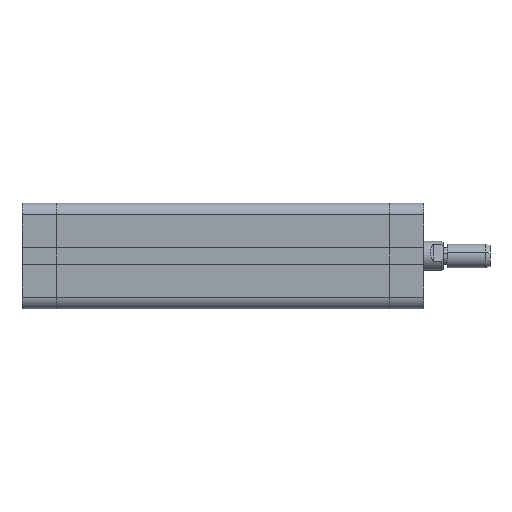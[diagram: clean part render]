
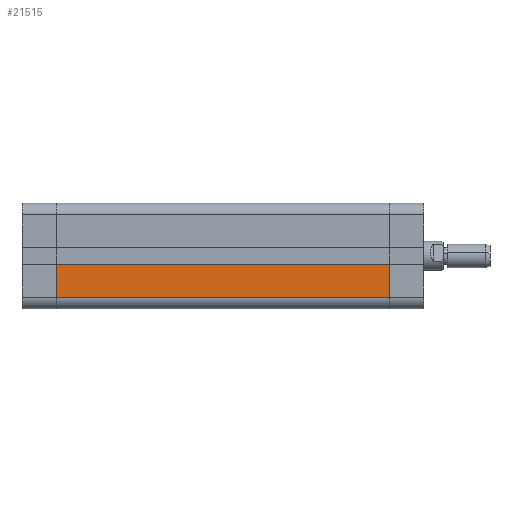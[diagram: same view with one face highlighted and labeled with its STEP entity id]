
A CAD part, front view. The second image highlights one B-rep face of the part: STEP entity #21515.
In plain terms, the highlighted planar face has unit normal (0, -1, 0).
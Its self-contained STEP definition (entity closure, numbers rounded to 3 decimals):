
#973 = DIRECTION ( 'NONE',  ( -1., 0., 0. ) ) ;
#1088 = CARTESIAN_POINT ( 'NONE',  ( 113.5, -18., -18. ) ) ;
#2511 = DIRECTION ( 'NONE',  ( 0., 0., -1. ) ) ;
#2974 = AXIS2_PLACEMENT_3D ( 'NONE', #15359, #5681, #13225 ) ;
#3688 = CARTESIAN_POINT ( 'NONE',  ( 113.5, -18., -14. ) ) ;
#4488 = LINE ( 'NONE', #19872, #19031 ) ;
#5220 = CARTESIAN_POINT ( 'NONE',  ( 0., -18., -14. ) ) ;
#5681 = DIRECTION ( 'NONE',  ( 0., 1., 0. ) ) ;
#5923 = PLANE ( 'NONE',  #2974 ) ;
#7299 = CARTESIAN_POINT ( 'NONE',  ( 113.5, -18., -2.8 ) ) ;
#8411 = VERTEX_POINT ( 'NONE', #5220 ) ;
#8575 = DIRECTION ( 'NONE',  ( 1., 0., 0. ) ) ;
#8702 = DIRECTION ( 'NONE',  ( 0., 0., -1. ) ) ;
#8851 = EDGE_CURVE ( 'NONE', #9414, #21650, #12860, .T. ) ;
#9414 = VERTEX_POINT ( 'NONE', #7299 ) ;
#9458 = FACE_OUTER_BOUND ( 'NONE', #12403, .T. ) ;
#10844 = LINE ( 'NONE', #1088, #21865 ) ;
#11958 = EDGE_CURVE ( 'NONE', #8411, #20754, #12349, .T. ) ;
#11997 = VECTOR ( 'NONE', #8575, 1000. ) ;
#12148 = VECTOR ( 'NONE', #973, 1000. ) ;
#12280 = ORIENTED_EDGE ( 'NONE', *, *, #11958, .T. ) ;
#12349 = LINE ( 'NONE', #19937, #11997 ) ;
#12403 = EDGE_LOOP ( 'NONE', ( #21036, #22556, #12280, #18375 ) ) ;
#12860 = LINE ( 'NONE', #18461, #12148 ) ;
#13225 = DIRECTION ( 'NONE',  ( 0., 0., 1. ) ) ;
#14717 = CARTESIAN_POINT ( 'NONE',  ( 0., -18., -2.8 ) ) ;
#15359 = CARTESIAN_POINT ( 'NONE',  ( 113.5, -18., -18. ) ) ;
#18375 = ORIENTED_EDGE ( 'NONE', *, *, #24485, .F. ) ;
#18461 = CARTESIAN_POINT ( 'NONE',  ( 113.501, -18., -2.8 ) ) ;
#19031 = VECTOR ( 'NONE', #2511, 1000. ) ;
#19872 = CARTESIAN_POINT ( 'NONE',  ( 0., -18., -18. ) ) ;
#19937 = CARTESIAN_POINT ( 'NONE',  ( 113.5, -18., -14. ) ) ;
#20754 = VERTEX_POINT ( 'NONE', #3688 ) ;
#21036 = ORIENTED_EDGE ( 'NONE', *, *, #8851, .T. ) ;
#21515 = ADVANCED_FACE ( 'NONE', ( #9458 ), #5923, .F. ) ;
#21650 = VERTEX_POINT ( 'NONE', #14717 ) ;
#21865 = VECTOR ( 'NONE', #8702, 1000. ) ;
#22556 = ORIENTED_EDGE ( 'NONE', *, *, #23224, .T. ) ;
#23224 = EDGE_CURVE ( 'NONE', #21650, #8411, #4488, .T. ) ;
#24485 = EDGE_CURVE ( 'NONE', #9414, #20754, #10844, .T. ) ;
